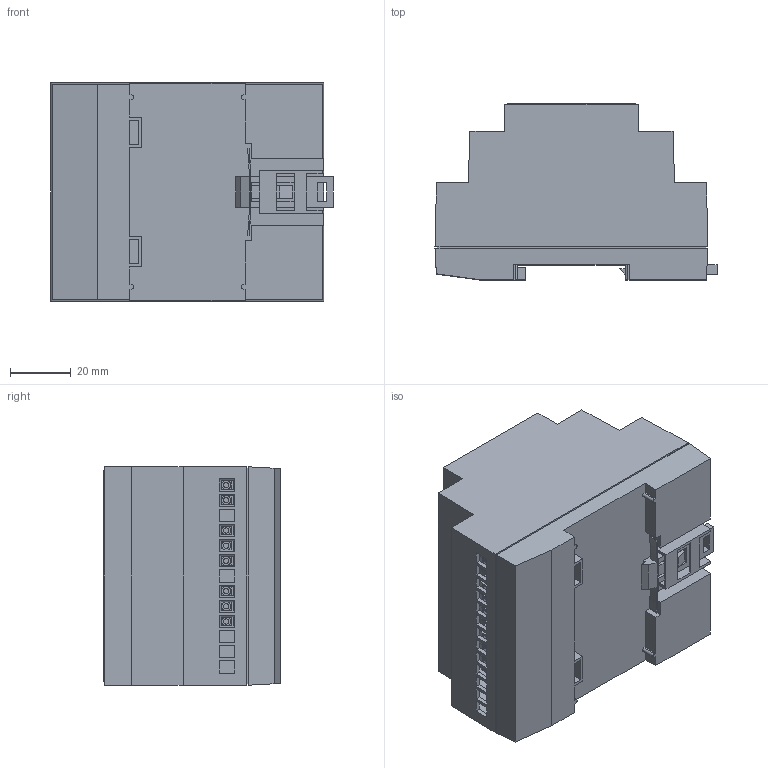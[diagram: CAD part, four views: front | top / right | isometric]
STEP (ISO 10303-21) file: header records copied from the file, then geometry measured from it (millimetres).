
FILE_DESCRIPTION (( 'STEP AP214' ), '1' );
FILE_NAME ('3D Ìîäåëü ÒÐÌ12-Ä.Ó.ÕÕ.STEP', '2015-08-04T07:35:40', ( '' ), ( '' ), 'SwSTEP 2.0', 'SolidWorks 2014', '' );
FILE_SCHEMA (( 'AUTOMOTIVE_DESIGN' ));
Length unit declared in the file: millimetre
Products named in the file (5): Ïàíåëü ëèöåâàÿ ÒÐÌ12-Ä; Êëåììà íèçêàÿ_11õ8õ5ìì; Êîðïóñ Ä; 3D Ìîäåëü ÒÐÌ12-Ä.Ó.ÕÕ; Çàùåëêà(Ä)
Assembly tree (20 placements, depth 2):
  3D Ìîäåëü ÒÐÌ12-Ä.Ó.ÕÕ
    Êîðïóñ Ä
    Êëåììà íèçêàÿ_11õ8õ5ìì  x17
    Ïàíåëü ëèöåâàÿ ÒÐÌ12-Ä
    Çàùåëêà(Ä)
Bounding box: 93 x 58.1 x 72 mm (x, y, z)
Volume: 221316 mm3; surface area: 64876 mm2
Topology: 20 solids, 20 shells, 1847 faces, 4850 edges, 3210 vertices
Faces by surface type: plane 1423, cylinder 242, bspline 182
Entity records: 48072 total; most frequent: CARTESIAN_POINT 8908, ORIENTED_EDGE 6372, DIRECTION 5088, EDGE_CURVE 3186, LINE 2588, VECTOR 2588, VERTEX_POINT 2122, EDGE_LOOP 1390
